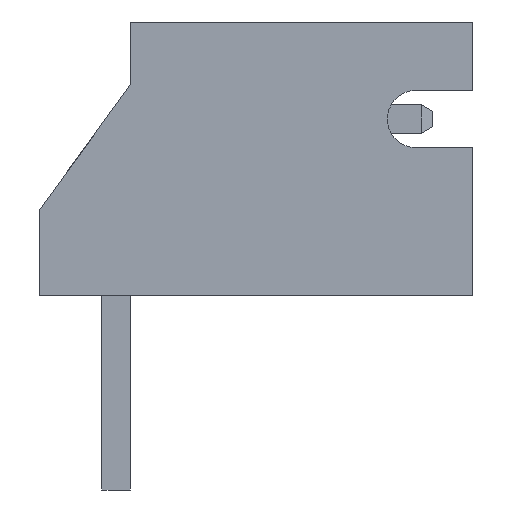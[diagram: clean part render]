
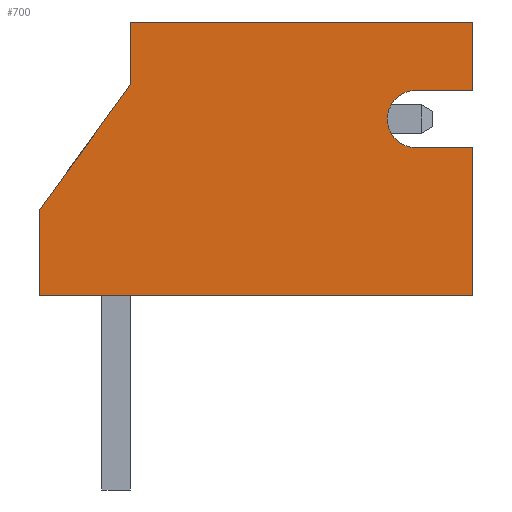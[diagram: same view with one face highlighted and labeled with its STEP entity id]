
A CAD part, left-side view. The second image highlights one B-rep face of the part: STEP entity #700.
In plain terms, the highlighted planar face has unit normal (-1, 0, 0).
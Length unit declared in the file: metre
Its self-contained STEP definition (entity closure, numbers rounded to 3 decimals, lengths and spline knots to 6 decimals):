
#320 = EDGE_CURVE( '', #917, #918, #919, .T. );
#378 = EDGE_CURVE( '', #1019, #1020, #1021, .T. );
#382 = EDGE_CURVE( '', #1026, #1027, #1028, .T. );
#560 = EDGE_CURVE( '', #1291, #1019, #1292, .T. );
#600 = EDGE_CURVE( '', #1027, #1211, #1346, .T. );
#700 = ADVANCED_FACE( '', ( #1476 ), #1477, .T. );
#724 = EDGE_CURVE( '', #949, #1188, #1506, .T. );
#730 = EDGE_CURVE( '', #918, #949, #1512, .T. );
#804 = EDGE_CURVE( '', #1188, #1020, #1596, .T. );
#824 = EDGE_CURVE( '', #1211, #917, #1618, .T. );
#868 = EDGE_CURVE( '', #1026, #1291, #1667, .T. );
#917 = VERTEX_POINT( '', #1717 );
#918 = VERTEX_POINT( '', #1718 );
#919 = LINE( '', #1719, #1720 );
#949 = VERTEX_POINT( '', #1761 );
#1019 = VERTEX_POINT( '', #1861 );
#1020 = VERTEX_POINT( '', #1862 );
#1021 = LINE( '', #1863, #1864 );
#1026 = VERTEX_POINT( '', #1872 );
#1027 = VERTEX_POINT( '', #1873 );
#1028 = LINE( '', #1874, #1875 );
#1188 = VERTEX_POINT( '', #2118 );
#1211 = VERTEX_POINT( '', #2151 );
#1291 = VERTEX_POINT( '', #2268 );
#1292 = CIRCLE( '', #2269, 0.0005 );
#1346 = LINE( '', #2348, #2349 );
#1476 = FACE_OUTER_BOUND( '', #2541, .T. );
#1477 = PLANE( '', #2542 );
#1506 = LINE( '', #2586, #2587 );
#1512 = LINE( '', #2598, #2599 );
#1596 = LINE( '', #2738, #2739 );
#1618 = LINE( '', #2776, #2777 );
#1667 = LINE( '', #2859, #2860 );
#1717 = CARTESIAN_POINT( '', ( -0.004965, 0.002199, 0.003802 ) );
#1718 = CARTESIAN_POINT( '', ( -0.004965, 0.003799, 0.001602 ) );
#1719 = CARTESIAN_POINT( '', ( -0.004965, 0.002199, 0.003802 ) );
#1720 = VECTOR( '', #2901, 1. );
#1761 = CARTESIAN_POINT( '', ( -0.004965, 0.003799, 0.000102 ) );
#1861 = CARTESIAN_POINT( '', ( -0.004965, -0.002801, 0.002702 ) );
#1862 = CARTESIAN_POINT( '', ( -0.004965, -0.003801, 0.002702 ) );
#1863 = CARTESIAN_POINT( '', ( -0.004965, -0.003801, 0.002702 ) );
#1864 = VECTOR( '', #2988, 1. );
#1872 = CARTESIAN_POINT( '', ( -0.004965, -0.003801, 0.003702 ) );
#1873 = CARTESIAN_POINT( '', ( -0.004965, -0.003801, 0.004902 ) );
#1874 = CARTESIAN_POINT( '', ( -0.004965, -0.003801, 0.000102 ) );
#1875 = VECTOR( '', #2990, 1. );
#2118 = CARTESIAN_POINT( '', ( -0.004965, -0.003801, 0.000102 ) );
#2151 = CARTESIAN_POINT( '', ( -0.004965, 0.002199, 0.004902 ) );
#2268 = CARTESIAN_POINT( '', ( -0.004965, -0.002801, 0.003702 ) );
#2269 = AXIS2_PLACEMENT_3D( '', #3264, #3265, #3266 );
#2348 = CARTESIAN_POINT( '', ( -0.004965, -0.003801, 0.004902 ) );
#2349 = VECTOR( '', #3349, 1. );
#2541 = EDGE_LOOP( '', ( #3555, #3556, #3557, #3558, #3559, #3560, #3561, #3562, #3563, #3564 ) );
#2542 = AXIS2_PLACEMENT_3D( '', #3565, #3566, #3567 );
#2586 = CARTESIAN_POINT( '', ( -0.004965, 0.003799, 0.000102 ) );
#2587 = VECTOR( '', #3607, 1. );
#2598 = CARTESIAN_POINT( '', ( -0.004965, 0.003799, 0.001602 ) );
#2599 = VECTOR( '', #3610, 1. );
#2738 = CARTESIAN_POINT( '', ( -0.004965, -0.003801, 0.000102 ) );
#2739 = VECTOR( '', #3710, 1. );
#2776 = CARTESIAN_POINT( '', ( -0.004965, 0.002199, 0.004902 ) );
#2777 = VECTOR( '', #3736, 1. );
#2859 = CARTESIAN_POINT( '', ( -0.004965, -0.003801, 0.003702 ) );
#2860 = VECTOR( '', #3794, 1. );
#2901 = DIRECTION( '', ( 0., 0.588, -0.809 ) );
#2988 = DIRECTION( '', ( 0., -1., 0. ) );
#2990 = DIRECTION( '', ( 0., 0., 1. ) );
#3264 = CARTESIAN_POINT( '', ( -0.004965, -0.002801, 0.003202 ) );
#3265 = DIRECTION( '', ( -1., 0., 0. ) );
#3266 = DIRECTION( '', ( 0., 0., 1. ) );
#3349 = DIRECTION( '', ( 0., 1., 0. ) );
#3555 = ORIENTED_EDGE( '', *, *, #868, .F. );
#3556 = ORIENTED_EDGE( '', *, *, #382, .T. );
#3557 = ORIENTED_EDGE( '', *, *, #600, .T. );
#3558 = ORIENTED_EDGE( '', *, *, #824, .T. );
#3559 = ORIENTED_EDGE( '', *, *, #320, .T. );
#3560 = ORIENTED_EDGE( '', *, *, #730, .T. );
#3561 = ORIENTED_EDGE( '', *, *, #724, .T. );
#3562 = ORIENTED_EDGE( '', *, *, #804, .T. );
#3563 = ORIENTED_EDGE( '', *, *, #378, .F. );
#3564 = ORIENTED_EDGE( '', *, *, #560, .F. );
#3565 = CARTESIAN_POINT( '', ( -0.004965, 0.003799, 0.000102 ) );
#3566 = DIRECTION( '', ( -1., 0., 0. ) );
#3567 = DIRECTION( '', ( 0., 1., 0. ) );
#3607 = DIRECTION( '', ( 0., -1., 0. ) );
#3610 = DIRECTION( '', ( 0., 0., -1. ) );
#3710 = DIRECTION( '', ( 0., 0., 1. ) );
#3736 = DIRECTION( '', ( 0., 0., -1. ) );
#3794 = DIRECTION( '', ( 0., 1., 0. ) );
